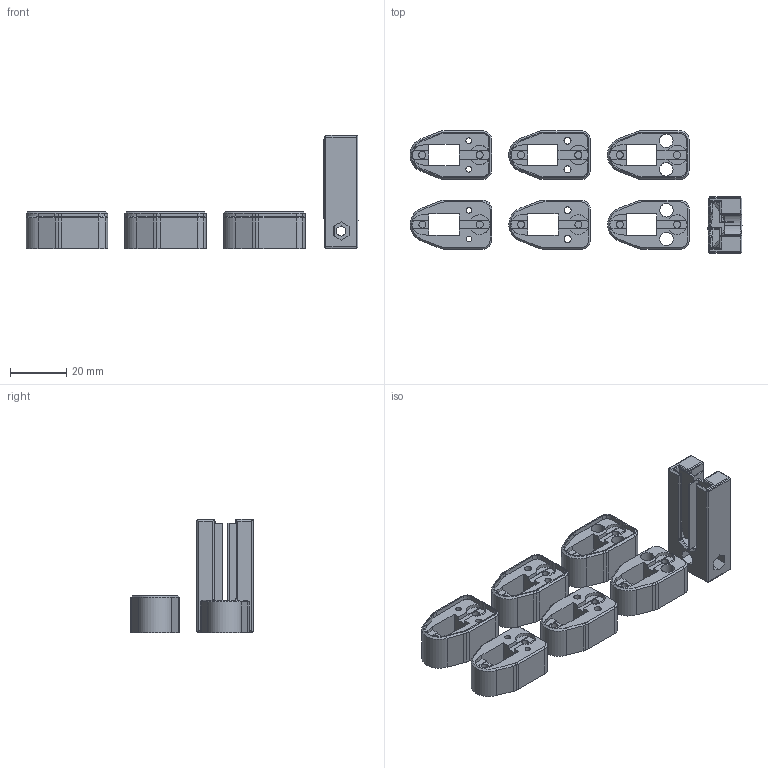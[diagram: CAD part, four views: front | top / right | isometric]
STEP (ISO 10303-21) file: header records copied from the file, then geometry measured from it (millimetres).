
FILE_DESCRIPTION(('STEP AP214'),'1');
FILE_NAME('Modular_Parts.stp','2021-10-25T18:53:22',(' '),(' '),'Spatial InterOp 3D',' ',' ');
FILE_SCHEMA(('automotive_design'));
Length unit declared in the file: inch
Products named in the file (9): 1; 2; 3; 4; 5; 6; 7; 8; 9
Bounding box: 117.69 x 43.52 x 40.18 mm (x, y, z)
Volume: 28879.5 mm3; surface area: 19888.9 mm2
Topology: 9 solids, 9 shells, 609 faces, 1603 edges, 1010 vertices
Faces by surface type: plane 306, cylinder 205, cone 94, sphere 4
Entity records: 23846 total; most frequent: CARTESIAN_POINT 3359, DIRECTION 3333, ORIENTED_EDGE 3182, EDGE_CURVE 1591, AXIS2_PLACEMENT_3D 1165, VERTEX_POINT 1010, LINE 1003, VECTOR 1003
